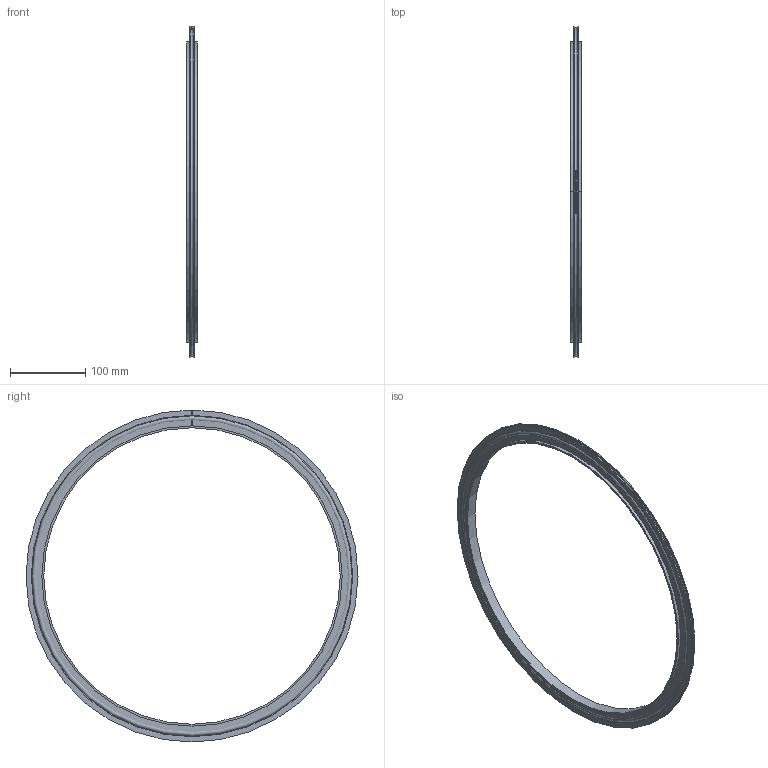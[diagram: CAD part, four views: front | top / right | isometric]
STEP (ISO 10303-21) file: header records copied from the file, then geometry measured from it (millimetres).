
FILE_DESCRIPTION (( 'STEP AP214' ), '1' );
FILE_NAME ('AA1ISO400.STEP', '2025-11-14T14:13:36', ( '' ), ( '' ), 'SwSTEP 2.0', 'SolidWorks 2017', '' );
FILE_SCHEMA (( 'AUTOMOTIVE_DESIGN' ));
Length unit declared in the file: millimetre
Products named in the file (1): AA1ISO400
Bounding box: 14 x 440 x 440 mm (x, y, z)
Volume: 203915.8 mm3; surface area: 139496.6 mm2
Topology: 4 solids, 4 shells, 33 faces, 80 edges, 53 vertices
Faces by surface type: plane 16, cylinder 9, torus 8
Entity records: 1179 total; most frequent: CARTESIAN_POINT 302, DIRECTION 162, ORIENTED_EDGE 152, EDGE_CURVE 76, AXIS2_PLACEMENT_3D 62, VERTEX_POINT 52, LINE 38, VECTOR 38
